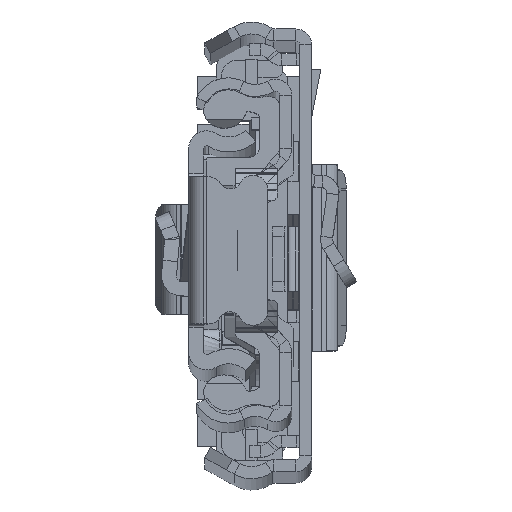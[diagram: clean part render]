
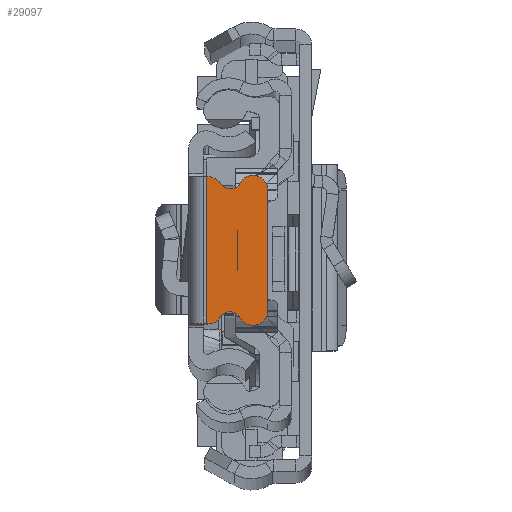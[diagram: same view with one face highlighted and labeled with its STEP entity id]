
A CAD part, top view. The second image highlights one B-rep face of the part: STEP entity #29097.
In plain terms, the highlighted planar face has unit normal (0, 0, 1).
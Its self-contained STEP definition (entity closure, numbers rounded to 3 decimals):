
#651 = EDGE_CURVE ( 'NONE', #12644, #17003, #3264, .T. ) ;
#1363 = PLANE ( 'NONE',  #19545 ) ;
#1730 = CARTESIAN_POINT ( 'NONE',  ( -1.929, -7.37, 0. ) ) ;
#1949 = ORIENTED_EDGE ( 'NONE', *, *, #24833, .T. ) ;
#2712 = CIRCLE ( 'NONE', #16914, 1.5 ) ;
#2927 = CARTESIAN_POINT ( 'NONE',  ( -5.109, 6.713, 0. ) ) ;
#3050 = AXIS2_PLACEMENT_3D ( 'NONE', #19445, #30158, #16806 ) ;
#3264 = CIRCLE ( 'NONE', #27506, 1.5 ) ;
#4229 = VERTEX_POINT ( 'NONE', #5102 ) ;
#4604 = VERTEX_POINT ( 'NONE', #21966 ) ;
#4673 = VERTEX_POINT ( 'NONE', #24921 ) ;
#5102 = CARTESIAN_POINT ( 'NONE',  ( -3.206, 6.658, 0. ) ) ;
#5276 = CARTESIAN_POINT ( 'NONE',  ( -7.929, -6., 0. ) ) ;
#5466 = CARTESIAN_POINT ( 'NONE',  ( -5.109, -6.713, 0. ) ) ;
#6298 = VECTOR ( 'NONE', #6422, 1000. ) ;
#6422 = DIRECTION ( 'NONE',  ( 0., -1., 0. ) ) ;
#6953 = ORIENTED_EDGE ( 'NONE', *, *, #22571, .T. ) ;
#6975 = CIRCLE ( 'NONE', #10362, 1.5 ) ;
#7349 = CARTESIAN_POINT ( 'NONE',  ( -1.929, 5.87, 0. ) ) ;
#7546 = CARTESIAN_POINT ( 'NONE',  ( -1.929, -5.87, 0. ) ) ;
#7793 = AXIS2_PLACEMENT_3D ( 'NONE', #7546, #27126, #31855 ) ;
#9180 = ORIENTED_EDGE ( 'NONE', *, *, #12480, .F. ) ;
#9306 = DIRECTION ( 'NONE',  ( 0., 0., 1. ) ) ;
#10362 = AXIS2_PLACEMENT_3D ( 'NONE', #7349, #25497, #28157 ) ;
#10724 = ORIENTED_EDGE ( 'NONE', *, *, #31338, .T. ) ;
#10728 = DIRECTION ( 'NONE',  ( -1., 0., 0. ) ) ;
#10744 = VERTEX_POINT ( 'NONE', #5466 ) ;
#12119 = VERTEX_POINT ( 'NONE', #18204 ) ;
#12480 = EDGE_CURVE ( 'NONE', #4673, #26121, #28882, .T. ) ;
#12644 = VERTEX_POINT ( 'NONE', #2927 ) ;
#13594 = EDGE_CURVE ( 'NONE', #10744, #24388, #33808, .T. ) ;
#14189 = EDGE_CURVE ( 'NONE', #4604, #4673, #14905, .T. ) ;
#14632 = VECTOR ( 'NONE', #32211, 1000. ) ;
#14642 = EDGE_CURVE ( 'NONE', #12119, #4604, #29297, .T. ) ;
#14905 = LINE ( 'NONE', #30565, #6298 ) ;
#14981 = FACE_OUTER_BOUND ( 'NONE', #19783, .T. ) ;
#15627 = VERTEX_POINT ( 'NONE', #21373 ) ;
#15934 = DIRECTION ( 'NONE',  ( 1., 0., 0. ) ) ;
#16077 = DIRECTION ( 'NONE',  ( 0., -1., 0. ) ) ;
#16326 = EDGE_CURVE ( 'NONE', #15627, #10744, #2712, .T. ) ;
#16491 = VECTOR ( 'NONE', #16077, 1000. ) ;
#16806 = DIRECTION ( 'NONE',  ( 1., 0., 0. ) ) ;
#16914 = AXIS2_PLACEMENT_3D ( 'NONE', #34603, #33946, #32149 ) ;
#17003 = VERTEX_POINT ( 'NONE', #29248 ) ;
#18204 = CARTESIAN_POINT ( 'NONE',  ( -1.929, 7.37, 0. ) ) ;
#18582 = ORIENTED_EDGE ( 'NONE', *, *, #14642, .F. ) ;
#19445 = CARTESIAN_POINT ( 'NONE',  ( -4.142, 7.236, 0. ) ) ;
#19545 = AXIS2_PLACEMENT_3D ( 'NONE', #22891, #9306, #33624 ) ;
#19783 = EDGE_LOOP ( 'NONE', ( #29375, #18582, #1949, #33260, #31565, #6953, #30346, #26670, #10724, #9180 ) ) ;
#20806 = CARTESIAN_POINT ( 'NONE',  ( -1.929, -7.37, 0. ) ) ;
#21024 = EDGE_CURVE ( 'NONE', #4229, #12644, #32330, .T. ) ;
#21373 = CARTESIAN_POINT ( 'NONE',  ( -7.929, -6., 0. ) ) ;
#21878 = LINE ( 'NONE', #5276, #16491 ) ;
#21966 = CARTESIAN_POINT ( 'NONE',  ( -1.75, 7.37, 0. ) ) ;
#22571 = EDGE_CURVE ( 'NONE', #17003, #15627, #21878, .T. ) ;
#22891 = CARTESIAN_POINT ( 'NONE',  ( 642.771, 0., 0. ) ) ;
#23241 = CARTESIAN_POINT ( 'NONE',  ( -3.206, -6.658, 0. ) ) ;
#23294 = CARTESIAN_POINT ( 'NONE',  ( -4.142, -7.236, 0. ) ) ;
#23663 = DIRECTION ( 'NONE',  ( 0., 0., -1. ) ) ;
#24388 = VERTEX_POINT ( 'NONE', #23241 ) ;
#24465 = DIRECTION ( 'NONE',  ( 0., 0., 1. ) ) ;
#24833 = EDGE_CURVE ( 'NONE', #12119, #4229, #6975, .T. ) ;
#24921 = CARTESIAN_POINT ( 'NONE',  ( -1.75, -7.37, 0. ) ) ;
#25497 = DIRECTION ( 'NONE',  ( 0., 0., 1. ) ) ;
#25966 = AXIS2_PLACEMENT_3D ( 'NONE', #23294, #23663, #34032 ) ;
#26081 = CARTESIAN_POINT ( 'NONE',  ( -6.429, 6., 0. ) ) ;
#26121 = VERTEX_POINT ( 'NONE', #1730 ) ;
#26670 = ORIENTED_EDGE ( 'NONE', *, *, #13594, .T. ) ;
#27126 = DIRECTION ( 'NONE',  ( 0., 0., 1. ) ) ;
#27506 = AXIS2_PLACEMENT_3D ( 'NONE', #26081, #24465, #10728 ) ;
#28157 = DIRECTION ( 'NONE',  ( -1., 0., 0. ) ) ;
#28882 = LINE ( 'NONE', #20806, #14632 ) ;
#29097 = ADVANCED_FACE ( 'NONE', ( #14981 ), #1363, .T. ) ;
#29248 = CARTESIAN_POINT ( 'NONE',  ( -7.929, 6., 0. ) ) ;
#29297 = LINE ( 'NONE', #31751, #30518 ) ;
#29375 = ORIENTED_EDGE ( 'NONE', *, *, #14189, .F. ) ;
#30158 = DIRECTION ( 'NONE',  ( 0., 0., -1. ) ) ;
#30295 = CIRCLE ( 'NONE', #7793, 1.5 ) ;
#30346 = ORIENTED_EDGE ( 'NONE', *, *, #16326, .T. ) ;
#30518 = VECTOR ( 'NONE', #15934, 1000. ) ;
#30565 = CARTESIAN_POINT ( 'NONE',  ( -1.75, 0., 0. ) ) ;
#31338 = EDGE_CURVE ( 'NONE', #24388, #26121, #30295, .T. ) ;
#31565 = ORIENTED_EDGE ( 'NONE', *, *, #651, .T. ) ;
#31751 = CARTESIAN_POINT ( 'NONE',  ( -1.929, 7.37, 0. ) ) ;
#31855 = DIRECTION ( 'NONE',  ( 1., 0., 0. ) ) ;
#32149 = DIRECTION ( 'NONE',  ( 1., 0., 0. ) ) ;
#32211 = DIRECTION ( 'NONE',  ( -1., 0., 0. ) ) ;
#32330 = CIRCLE ( 'NONE', #3050, 1.1 ) ;
#33260 = ORIENTED_EDGE ( 'NONE', *, *, #21024, .T. ) ;
#33624 = DIRECTION ( 'NONE',  ( 1., 0., 0. ) ) ;
#33808 = CIRCLE ( 'NONE', #25966, 1.1 ) ;
#33946 = DIRECTION ( 'NONE',  ( 0., 0., 1. ) ) ;
#34032 = DIRECTION ( 'NONE',  ( -1., 0., 0. ) ) ;
#34603 = CARTESIAN_POINT ( 'NONE',  ( -6.429, -6., 0. ) ) ;
